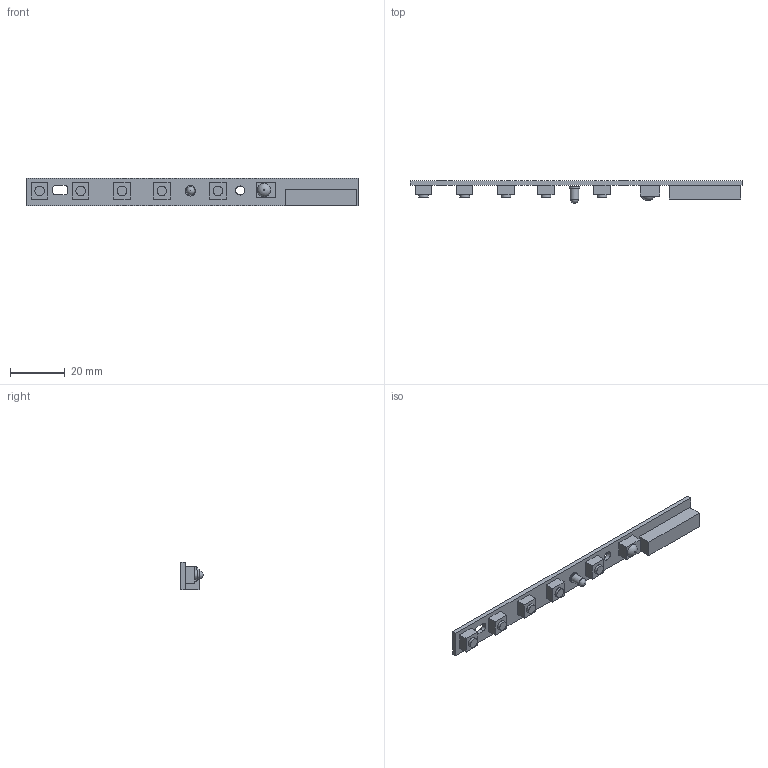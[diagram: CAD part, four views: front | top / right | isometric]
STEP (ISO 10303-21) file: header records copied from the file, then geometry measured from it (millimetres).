
FILE_DESCRIPTION(('HOOPS Exchange Step'),'2;1');
FILE_NAME('temp_export','2023-05-23T14:22:11-07:00',('james'),('Shapr3D Limited'),'HOOPS Exchange 2022.2','Shapr3D','Authorized');
FILE_SCHEMA( ('AUTOMOTIVE_DESIGN { 1 0 10303 214 1 1 1 1 }') );
Length unit declared in the file: millimetre
Products named in the file (9): Button (4); Button (3); Button (2); Button (1); Button; IR; Parts; Board; root
Assembly tree (8 placements, depth 4):
  root
    Board
      Parts
        Button (4)
        Button (3)
        Button (2)
        Button (1)
        Button
        IR
Bounding box: 121 x 8.12 x 10 mm (x, y, z)
Volume: 3010.9 mm3; surface area: 4992.6 mm2
Topology: 15 solids, 15 shells, 85 faces, 177 edges, 123 vertices
Faces by surface type: plane 71, cylinder 12, torus 1, sphere 1
Full cylindrical faces by diameter (mm): 3 x1, 3.3 x1, 3.5 x5, 3.78 x1
Entity records: 2517 total; most frequent: DIRECTION 408, CARTESIAN_POINT 393, ORIENTED_EDGE 352, EDGE_CURVE 176, AXIS2_PLACEMENT_3D 138, VECTOR 132, LINE 132, VERTEX_POINT 123
